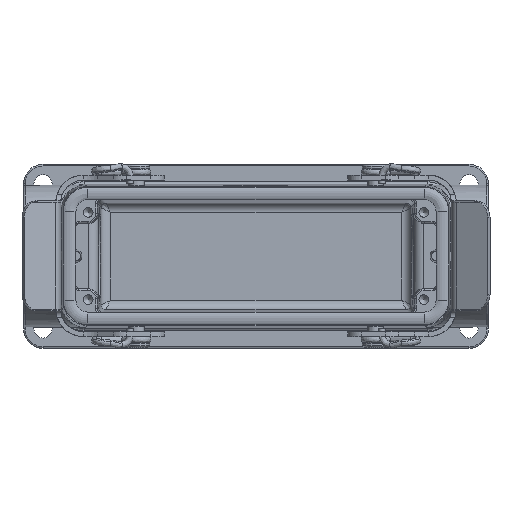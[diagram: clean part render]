
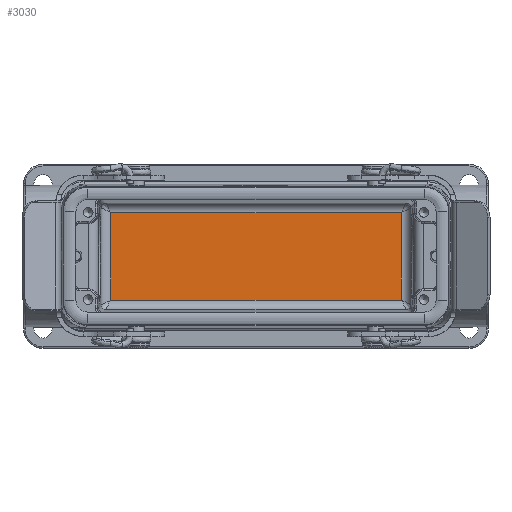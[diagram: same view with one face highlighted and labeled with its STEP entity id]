
A CAD part, top view. The second image highlights one B-rep face of the part: STEP entity #3030.
In plain terms, the highlighted planar face has unit normal (0, 0, 1).
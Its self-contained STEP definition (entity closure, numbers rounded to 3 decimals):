
#2576=FACE_OUTER_BOUND('',#4084,.T.);
#3030=ADVANCED_FACE('',(#2576),#3490,.F.);
#3490=PLANE('',#16021);
#4084=EDGE_LOOP('',(#5463,#5464,#5465,#5466));
#5463=ORIENTED_EDGE('',*,*,#8736,.T.);
#5464=ORIENTED_EDGE('',*,*,#8737,.T.);
#5465=ORIENTED_EDGE('',*,*,#8738,.T.);
#5466=ORIENTED_EDGE('',*,*,#8739,.T.);
#7687=VERTEX_POINT('',#24152);
#7688=VERTEX_POINT('',#24153);
#7689=VERTEX_POINT('',#24155);
#7690=VERTEX_POINT('',#24157);
#8736=EDGE_CURVE('',#7687,#7688,#12837,.T.);
#8737=EDGE_CURVE('',#7688,#7689,#12838,.T.);
#8738=EDGE_CURVE('',#7689,#7690,#12839,.T.);
#8739=EDGE_CURVE('',#7690,#7687,#12840,.T.);
#12837=LINE('',#24151,#13668);
#12838=LINE('',#24154,#13669);
#12839=LINE('',#24156,#13670);
#12840=LINE('',#24158,#13671);
#13668=VECTOR('',#17781,1.);
#13669=VECTOR('',#17782,1.);
#13670=VECTOR('',#17783,1.);
#13671=VECTOR('',#17784,1.);
#16021=AXIS2_PLACEMENT_3D('',#24159,#17785,#17786);
#17781=DIRECTION('',(1.,0.,0.));
#17782=DIRECTION('',(0.,1.,0.));
#17783=DIRECTION('',(-1.,0.,0.));
#17784=DIRECTION('',(0.,-1.,0.));
#17785=DIRECTION('',(0.,0.,-1.));
#17786=DIRECTION('',(-1.,0.,0.));
#24151=CARTESIAN_POINT('',(-46.5,-13.567,-65.25));
#24152=CARTESIAN_POINT('',(-45.056,-13.567,-65.25));
#24153=CARTESIAN_POINT('',(45.056,-13.567,-65.25));
#24154=CARTESIAN_POINT('',(45.056,17.75,-65.25));
#24155=CARTESIAN_POINT('',(45.056,13.567,-65.25));
#24156=CARTESIAN_POINT('',(-48.,13.567,-65.25));
#24157=CARTESIAN_POINT('',(-45.056,13.567,-65.25));
#24158=CARTESIAN_POINT('',(-45.056,17.75,-65.25));
#24159=CARTESIAN_POINT('',(-48.,17.75,-65.25));
